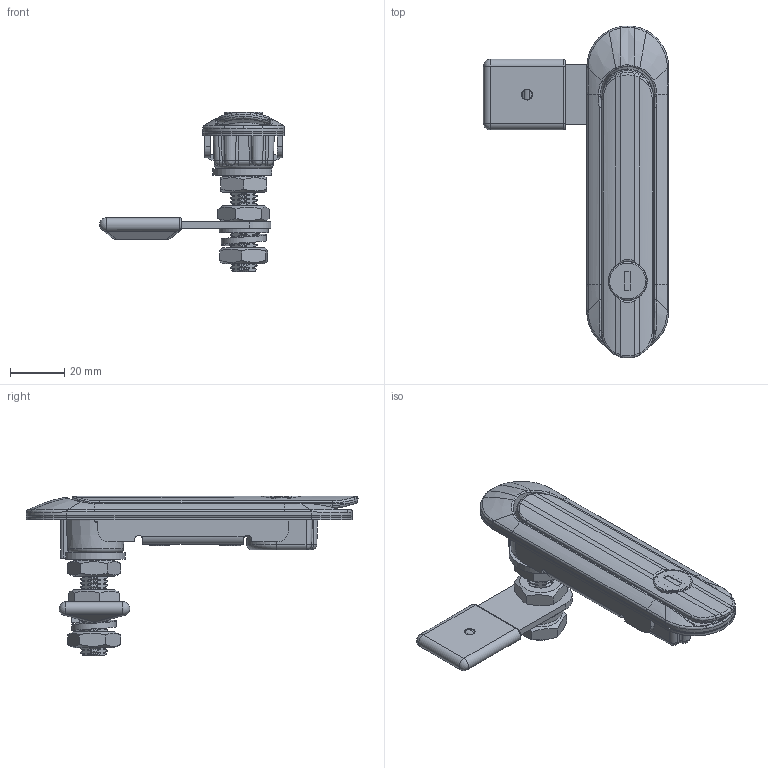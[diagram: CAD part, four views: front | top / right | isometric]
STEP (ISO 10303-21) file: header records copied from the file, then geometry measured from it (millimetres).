
FILE_DESCRIPTION(/* description */ (''),/* implementation_level */ '2;1');
FILE_NAME(/* name */ 'AF3283-2-B.stp',/* time_stamp */ '2025-11-07T19:40:45+09:00',/* author */ ('user'),/* organization */ (''),/* preprocessor_version */ 'ST-DEVELOPER v15.6',/* originating_system */ 'Autodesk Inventor 2015',/* authorisation */ '');
FILE_SCHEMA (('AUTOMOTIVE_DESIGN { 1 0 10303 214 3 1 1 }'));
Products named in the file (16): 몸체; M5 BOLT (1); 너트; 방향캠; 스프링 와셔; 오일링; 와셔; 캠샤프트; 키코어; 패킹; 핸들; 브라켓; 날개몸통; 날개커버; 날개; AF3283-2-B
Bounding box: 67.99 x 122 x 58.6 mm (x, y, z)
Volume: 39783.9 mm3; surface area: 45244.6 mm2
Topology: 21 solids, 22 shells, 1555 faces, 4153 edges, 2658 vertices
Faces by surface type: cylinder 522, plane 478, bspline 398, torus 76, cone 62, sphere 19
Full cylindrical faces by diameter (mm): 1 x1, 3.1 x3, 4 x1, 6 x1, 10.5 x1, 10.8 x1, 10.9 x1, 11.4 x1, 13.1 x1, 13.2 x1, 14 x1, 14.4 x1, 16.5 x1, 18 x2
Entity records: 71946 total; most frequent: CARTESIAN_POINT 38578, ORIENTED_EDGE 7638, DIRECTION 5806, EDGE_CURVE 3819, VERTEX_POINT 2456, AXIS2_PLACEMENT_3D 2146, EDGE_LOOP 1549, LINE 1514
